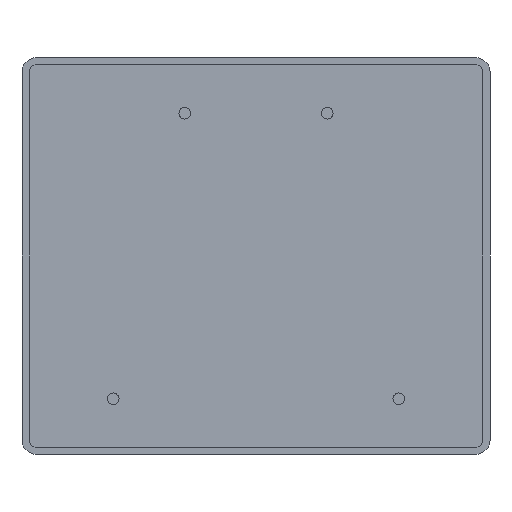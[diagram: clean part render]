
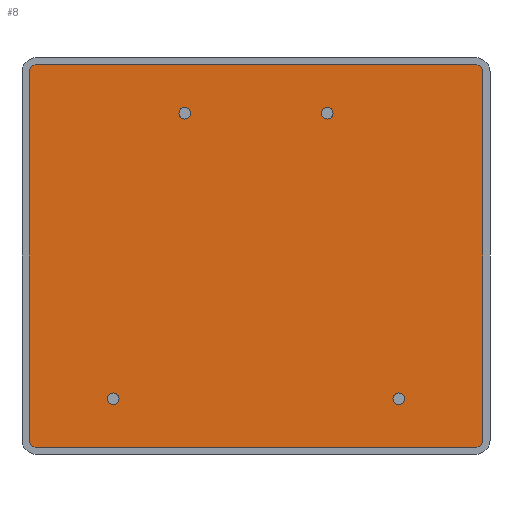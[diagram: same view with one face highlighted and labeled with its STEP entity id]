
A CAD part, front view. The second image highlights one B-rep face of the part: STEP entity #8.
In plain terms, the highlighted planar face has unit normal (0, -1, 0).
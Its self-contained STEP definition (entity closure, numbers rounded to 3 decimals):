
#8 = ADVANCED_FACE ( 'NONE', ( #1613, #2115, #76, #110, #243 ), #1259, .T. ) ;
#20 = DIRECTION ( 'NONE',  ( 0., -1., 0. ) ) ;
#30 = VERTEX_POINT ( 'NONE', #1118 ) ;
#44 = CARTESIAN_POINT ( 'NONE',  ( -10., 0.5, -10. ) ) ;
#63 = EDGE_LOOP ( 'NONE', ( #672, #2111 ) ) ;
#65 = VECTOR ( 'NONE', #363, 1000. ) ;
#76 = FACE_BOUND ( 'NONE', #1748, .T. ) ;
#77 = DIRECTION ( 'NONE',  ( 0., -1., 0. ) ) ;
#78 = VERTEX_POINT ( 'NONE', #1829 ) ;
#85 = DIRECTION ( 'NONE',  ( 0., -1., 0. ) ) ;
#96 = CARTESIAN_POINT ( 'NONE',  ( -15.4, 0.5, 12.9 ) ) ;
#98 = CARTESIAN_POINT ( 'NONE',  ( 5., 0.5, 9.6 ) ) ;
#110 = FACE_BOUND ( 'NONE', #63, .T. ) ;
#113 = CARTESIAN_POINT ( 'NONE',  ( 5., 0.5, 10.4 ) ) ;
#120 = CARTESIAN_POINT ( 'NONE',  ( -5., 0.5, 9.6 ) ) ;
#135 = ORIENTED_EDGE ( 'NONE', *, *, #1260, .T. ) ;
#136 = LINE ( 'NONE', #1651, #328 ) ;
#147 = ORIENTED_EDGE ( 'NONE', *, *, #1315, .T. ) ;
#165 = DIRECTION ( 'NONE',  ( 0., 0., -1. ) ) ;
#173 = CIRCLE ( 'NONE', #242, 0.4 ) ;
#182 = CARTESIAN_POINT ( 'NONE',  ( -5., 0.5, 10. ) ) ;
#183 = CARTESIAN_POINT ( 'NONE',  ( 5., 0.5, 10. ) ) ;
#199 = CARTESIAN_POINT ( 'NONE',  ( 15.9, 0.5, 12.9 ) ) ;
#209 = CIRCLE ( 'NONE', #1358, 0.5 ) ;
#225 = VERTEX_POINT ( 'NONE', #782 ) ;
#242 = AXIS2_PLACEMENT_3D ( 'NONE', #1503, #1447, #2109 ) ;
#243 = FACE_OUTER_BOUND ( 'NONE', #518, .T. ) ;
#259 = ORIENTED_EDGE ( 'NONE', *, *, #1686, .F. ) ;
#271 = AXIS2_PLACEMENT_3D ( 'NONE', #626, #824, #1264 ) ;
#272 = ORIENTED_EDGE ( 'NONE', *, *, #580, .F. ) ;
#273 = DIRECTION ( 'NONE',  ( 1., 0., 0. ) ) ;
#300 = CARTESIAN_POINT ( 'NONE',  ( 15.4, 0.5, 13.4 ) ) ;
#314 = DIRECTION ( 'NONE',  ( 0., -1., 0. ) ) ;
#328 = VECTOR ( 'NONE', #273, 1000. ) ;
#343 = AXIS2_PLACEMENT_3D ( 'NONE', #1631, #85, #943 ) ;
#357 = ORIENTED_EDGE ( 'NONE', *, *, #892, .T. ) ;
#363 = DIRECTION ( 'NONE',  ( 0., 0., -1. ) ) ;
#390 = DIRECTION ( 'NONE',  ( 0., 0., -1. ) ) ;
#394 = EDGE_CURVE ( 'NONE', #1054, #1296, #1232, .T. ) ;
#411 = DIRECTION ( 'NONE',  ( 0., -1., 0. ) ) ;
#417 = DIRECTION ( 'NONE',  ( -1., 0., 0. ) ) ;
#434 = EDGE_CURVE ( 'NONE', #1925, #2170, #173, .T. ) ;
#439 = LINE ( 'NONE', #752, #1782 ) ;
#448 = CARTESIAN_POINT ( 'NONE',  ( -10., 0.5, -10.4 ) ) ;
#451 = EDGE_LOOP ( 'NONE', ( #272, #904 ) ) ;
#495 = CIRCLE ( 'NONE', #1923, 0.4 ) ;
#516 = EDGE_CURVE ( 'NONE', #1570, #1011, #1277, .T. ) ;
#518 = EDGE_LOOP ( 'NONE', ( #357, #810, #135, #1369, #560, #147, #618, #1838 ) ) ;
#553 = CIRCLE ( 'NONE', #1811, 0.4 ) ;
#560 = ORIENTED_EDGE ( 'NONE', *, *, #984, .T. ) ;
#580 = EDGE_CURVE ( 'NONE', #1861, #225, #553, .T. ) ;
#586 = DIRECTION ( 'NONE',  ( 0., -1., 0. ) ) ;
#595 = AXIS2_PLACEMENT_3D ( 'NONE', #182, #314, #1381 ) ;
#596 = AXIS2_PLACEMENT_3D ( 'NONE', #2122, #586, #1946 ) ;
#618 = ORIENTED_EDGE ( 'NONE', *, *, #1906, .T. ) ;
#621 = CARTESIAN_POINT ( 'NONE',  ( -10., 0.5, -9.6 ) ) ;
#626 = CARTESIAN_POINT ( 'NONE',  ( -10., 0.5, -10. ) ) ;
#638 = AXIS2_PLACEMENT_3D ( 'NONE', #96, #77, #1478 ) ;
#655 = ORIENTED_EDGE ( 'NONE', *, *, #394, .F. ) ;
#672 = ORIENTED_EDGE ( 'NONE', *, *, #434, .F. ) ;
#719 = CARTESIAN_POINT ( 'NONE',  ( 10., 0.5, -9.6 ) ) ;
#752 = CARTESIAN_POINT ( 'NONE',  ( 0., 0.5, 13.4 ) ) ;
#753 = EDGE_LOOP ( 'NONE', ( #655, #1001 ) ) ;
#778 = AXIS2_PLACEMENT_3D ( 'NONE', #183, #20, #1754 ) ;
#782 = CARTESIAN_POINT ( 'NONE',  ( 10., 0.5, -10.4 ) ) ;
#810 = ORIENTED_EDGE ( 'NONE', *, *, #516, .T. ) ;
#817 = CARTESIAN_POINT ( 'NONE',  ( -5., 0.5, 10.4 ) ) ;
#824 = DIRECTION ( 'NONE',  ( 0., -1., 0. ) ) ;
#842 = DIRECTION ( 'NONE',  ( 0., 0., -1. ) ) ;
#858 = CIRCLE ( 'NONE', #2168, 0.4 ) ;
#874 = DIRECTION ( 'NONE',  ( 0., 0., 1. ) ) ;
#892 = EDGE_CURVE ( 'NONE', #969, #1570, #1399, .T. ) ;
#904 = ORIENTED_EDGE ( 'NONE', *, *, #1834, .F. ) ;
#908 = CARTESIAN_POINT ( 'NONE',  ( 15.9, 0.5, -12.9 ) ) ;
#936 = VERTEX_POINT ( 'NONE', #1409 ) ;
#943 = DIRECTION ( 'NONE',  ( 0., 0., -1. ) ) ;
#955 = AXIS2_PLACEMENT_3D ( 'NONE', #1035, #1020, #165 ) ;
#969 = VERTEX_POINT ( 'NONE', #908 ) ;
#984 = EDGE_CURVE ( 'NONE', #30, #936, #1267, .T. ) ;
#1001 = ORIENTED_EDGE ( 'NONE', *, *, #1803, .F. ) ;
#1011 = VERTEX_POINT ( 'NONE', #300 ) ;
#1020 = DIRECTION ( 'NONE',  ( 0., -1., 0. ) ) ;
#1035 = CARTESIAN_POINT ( 'NONE',  ( 15.4, 0.5, 12.9 ) ) ;
#1054 = VERTEX_POINT ( 'NONE', #621 ) ;
#1084 = CARTESIAN_POINT ( 'NONE',  ( 15.4, 0.5, -13.4 ) ) ;
#1095 = DIRECTION ( 'NONE',  ( 0., 0., -1. ) ) ;
#1118 = CARTESIAN_POINT ( 'NONE',  ( -15.9, 0.5, 12.9 ) ) ;
#1155 = EDGE_CURVE ( 'NONE', #1833, #969, #209, .T. ) ;
#1193 = EDGE_CURVE ( 'NONE', #1343, #2167, #1362, .T. ) ;
#1232 = CIRCLE ( 'NONE', #271, 0.4 ) ;
#1234 = CARTESIAN_POINT ( 'NONE',  ( -15.9, 0.5, 0. ) ) ;
#1248 = DIRECTION ( 'NONE',  ( 0., -1., 0. ) ) ;
#1251 = CIRCLE ( 'NONE', #1471, 0.4 ) ;
#1259 = PLANE ( 'NONE',  #343 ) ;
#1260 = EDGE_CURVE ( 'NONE', #1011, #1479, #439, .T. ) ;
#1264 = DIRECTION ( 'NONE',  ( 0., 0., -1. ) ) ;
#1267 = LINE ( 'NONE', #1234, #65 ) ;
#1277 = CIRCLE ( 'NONE', #955, 0.5 ) ;
#1296 = VERTEX_POINT ( 'NONE', #448 ) ;
#1315 = EDGE_CURVE ( 'NONE', #936, #78, #1433, .T. ) ;
#1317 = CIRCLE ( 'NONE', #595, 0.4 ) ;
#1343 = VERTEX_POINT ( 'NONE', #113 ) ;
#1358 = AXIS2_PLACEMENT_3D ( 'NONE', #1519, #1863, #842 ) ;
#1362 = CIRCLE ( 'NONE', #778, 0.4 ) ;
#1369 = ORIENTED_EDGE ( 'NONE', *, *, #1607, .T. ) ;
#1381 = DIRECTION ( 'NONE',  ( 0., 0., -1. ) ) ;
#1398 = CIRCLE ( 'NONE', #638, 0.5 ) ;
#1399 = LINE ( 'NONE', #1897, #1986 ) ;
#1409 = CARTESIAN_POINT ( 'NONE',  ( -15.9, 0.5, -12.9 ) ) ;
#1433 = CIRCLE ( 'NONE', #596, 0.5 ) ;
#1447 = DIRECTION ( 'NONE',  ( 0., -1., 0. ) ) ;
#1449 = DIRECTION ( 'NONE',  ( 0., -1., 0. ) ) ;
#1471 = AXIS2_PLACEMENT_3D ( 'NONE', #44, #2112, #1095 ) ;
#1478 = DIRECTION ( 'NONE',  ( 0., 0., -1. ) ) ;
#1479 = VERTEX_POINT ( 'NONE', #2153 ) ;
#1503 = CARTESIAN_POINT ( 'NONE',  ( -5., 0.5, 10. ) ) ;
#1519 = CARTESIAN_POINT ( 'NONE',  ( 15.4, 0.5, -12.9 ) ) ;
#1570 = VERTEX_POINT ( 'NONE', #199 ) ;
#1607 = EDGE_CURVE ( 'NONE', #1479, #30, #1398, .T. ) ;
#1613 = FACE_BOUND ( 'NONE', #753, .T. ) ;
#1620 = CARTESIAN_POINT ( 'NONE',  ( 10., 0.5, -10. ) ) ;
#1631 = CARTESIAN_POINT ( 'NONE',  ( 0., 0.5, 0. ) ) ;
#1651 = CARTESIAN_POINT ( 'NONE',  ( 0., 0.5, -13.4 ) ) ;
#1664 = ORIENTED_EDGE ( 'NONE', *, *, #1193, .F. ) ;
#1686 = EDGE_CURVE ( 'NONE', #2167, #1343, #858, .T. ) ;
#1748 = EDGE_LOOP ( 'NONE', ( #1664, #259 ) ) ;
#1754 = DIRECTION ( 'NONE',  ( 0., 0., -1. ) ) ;
#1782 = VECTOR ( 'NONE', #417, 1000. ) ;
#1803 = EDGE_CURVE ( 'NONE', #1296, #1054, #1251, .T. ) ;
#1805 = DIRECTION ( 'NONE',  ( 0., 0., -1. ) ) ;
#1811 = AXIS2_PLACEMENT_3D ( 'NONE', #1898, #1248, #2062 ) ;
#1829 = CARTESIAN_POINT ( 'NONE',  ( -15.4, 0.5, -13.4 ) ) ;
#1833 = VERTEX_POINT ( 'NONE', #1084 ) ;
#1834 = EDGE_CURVE ( 'NONE', #225, #1861, #495, .T. ) ;
#1838 = ORIENTED_EDGE ( 'NONE', *, *, #1155, .T. ) ;
#1861 = VERTEX_POINT ( 'NONE', #719 ) ;
#1863 = DIRECTION ( 'NONE',  ( 0., -1., 0. ) ) ;
#1897 = CARTESIAN_POINT ( 'NONE',  ( 15.9, 0.5, 0. ) ) ;
#1898 = CARTESIAN_POINT ( 'NONE',  ( 10., 0.5, -10. ) ) ;
#1906 = EDGE_CURVE ( 'NONE', #78, #1833, #136, .T. ) ;
#1923 = AXIS2_PLACEMENT_3D ( 'NONE', #1620, #1449, #390 ) ;
#1925 = VERTEX_POINT ( 'NONE', #817 ) ;
#1941 = CARTESIAN_POINT ( 'NONE',  ( 5., 0.5, 10. ) ) ;
#1946 = DIRECTION ( 'NONE',  ( 0., 0., -1. ) ) ;
#1986 = VECTOR ( 'NONE', #874, 1000. ) ;
#2005 = EDGE_CURVE ( 'NONE', #2170, #1925, #1317, .T. ) ;
#2062 = DIRECTION ( 'NONE',  ( 0., 0., -1. ) ) ;
#2109 = DIRECTION ( 'NONE',  ( 0., 0., -1. ) ) ;
#2111 = ORIENTED_EDGE ( 'NONE', *, *, #2005, .F. ) ;
#2112 = DIRECTION ( 'NONE',  ( 0., -1., 0. ) ) ;
#2115 = FACE_BOUND ( 'NONE', #451, .T. ) ;
#2122 = CARTESIAN_POINT ( 'NONE',  ( -15.4, 0.5, -12.9 ) ) ;
#2153 = CARTESIAN_POINT ( 'NONE',  ( -15.4, 0.5, 13.4 ) ) ;
#2167 = VERTEX_POINT ( 'NONE', #98 ) ;
#2168 = AXIS2_PLACEMENT_3D ( 'NONE', #1941, #411, #1805 ) ;
#2170 = VERTEX_POINT ( 'NONE', #120 ) ;
